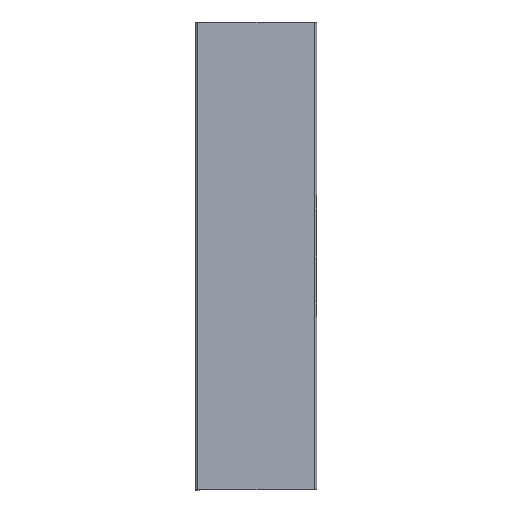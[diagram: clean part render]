
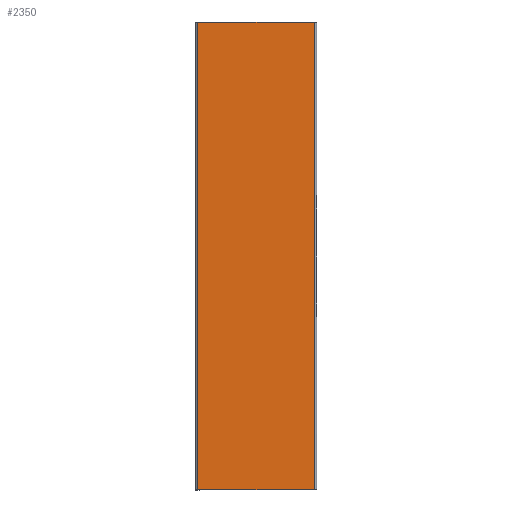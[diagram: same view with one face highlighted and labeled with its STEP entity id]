
A CAD part, left-side view. The second image highlights one B-rep face of the part: STEP entity #2350.
In plain terms, the highlighted planar face has unit normal (-1, 0, 0).
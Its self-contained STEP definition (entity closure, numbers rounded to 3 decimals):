
#71 = PLANE ( 'NONE',  #2743 ) ;
#116 = EDGE_CURVE ( 'NONE', #988, #2459, #1230, .T. ) ;
#132 = DIRECTION ( 'NONE',  ( 0., 1., 0. ) ) ;
#195 = EDGE_CURVE ( 'NONE', #907, #2371, #864, .T. ) ;
#285 = FACE_OUTER_BOUND ( 'NONE', #1701, .T. ) ;
#349 = EDGE_CURVE ( 'NONE', #907, #988, #458, .T. ) ;
#354 = EDGE_CURVE ( 'NONE', #2371, #2459, #450, .T. ) ;
#380 = CARTESIAN_POINT ( 'NONE',  ( 0., -72., 500. ) ) ;
#421 = VECTOR ( 'NONE', #2419, 1000. ) ;
#430 = DIRECTION ( 'NONE',  ( 0., 0., 1. ) ) ;
#450 = LINE ( 'NONE', #498, #421 ) ;
#458 = LINE ( 'NONE', #1849, #971 ) ;
#498 = CARTESIAN_POINT ( 'NONE',  ( 0., 52., 500. ) ) ;
#731 = CARTESIAN_POINT ( 'NONE',  ( 0., 52., 0. ) ) ;
#765 = CARTESIAN_POINT ( 'NONE',  ( 0., -72., 0. ) ) ;
#855 = VECTOR ( 'NONE', #2525, 1000. ) ;
#864 = LINE ( 'NONE', #2494, #855 ) ;
#907 = VERTEX_POINT ( 'NONE', #380 ) ;
#971 = VECTOR ( 'NONE', #1953, 1000. ) ;
#988 = VERTEX_POINT ( 'NONE', #1478 ) ;
#1086 = VECTOR ( 'NONE', #132, 1000. ) ;
#1230 = LINE ( 'NONE', #765, #1086 ) ;
#1478 = CARTESIAN_POINT ( 'NONE',  ( 0., -72., 0. ) ) ;
#1701 = EDGE_LOOP ( 'NONE', ( #2094, #2053, #2021, #1959 ) ) ;
#1849 = CARTESIAN_POINT ( 'NONE',  ( 0., -72., 500. ) ) ;
#1928 = CARTESIAN_POINT ( 'NONE',  ( 0., 52., 500. ) ) ;
#1953 = DIRECTION ( 'NONE',  ( 0., 0., -1. ) ) ;
#1959 = ORIENTED_EDGE ( 'NONE', *, *, #354, .T. ) ;
#2021 = ORIENTED_EDGE ( 'NONE', *, *, #195, .T. ) ;
#2053 = ORIENTED_EDGE ( 'NONE', *, *, #349, .F. ) ;
#2094 = ORIENTED_EDGE ( 'NONE', *, *, #116, .F. ) ;
#2350 = ADVANCED_FACE ( 'NONE', ( #285 ), #71, .T. ) ;
#2371 = VERTEX_POINT ( 'NONE', #1928 ) ;
#2419 = DIRECTION ( 'NONE',  ( 0., 0., -1. ) ) ;
#2459 = VERTEX_POINT ( 'NONE', #731 ) ;
#2494 = CARTESIAN_POINT ( 'NONE',  ( 0., -72., 500. ) ) ;
#2525 = DIRECTION ( 'NONE',  ( 0., 1., 0. ) ) ;
#2582 = DIRECTION ( 'NONE',  ( -1., 0., 0. ) ) ;
#2694 = CARTESIAN_POINT ( 'NONE',  ( 0., -72., 500. ) ) ;
#2743 = AXIS2_PLACEMENT_3D ( 'NONE', #2694, #2582, #430 ) ;
